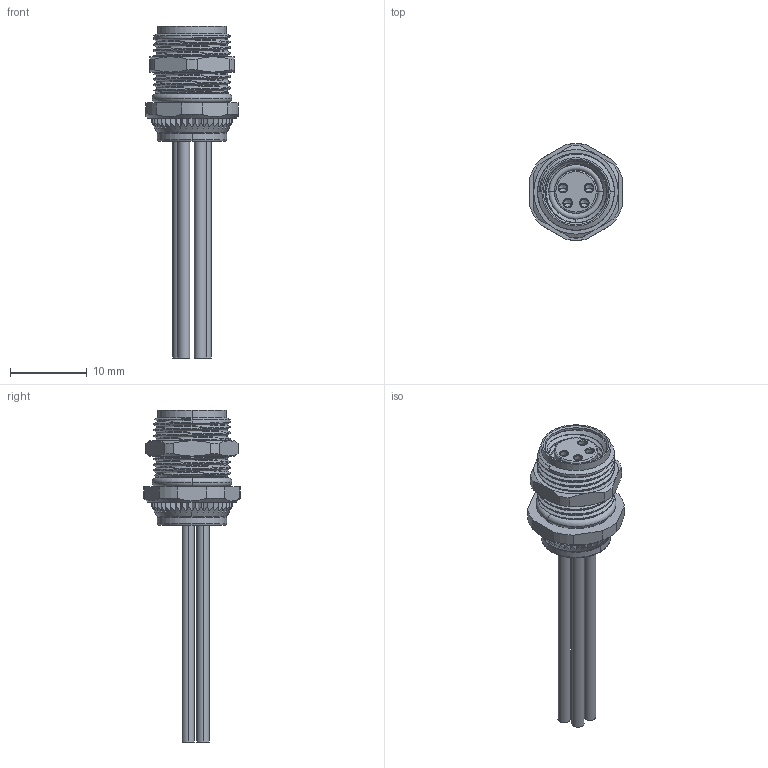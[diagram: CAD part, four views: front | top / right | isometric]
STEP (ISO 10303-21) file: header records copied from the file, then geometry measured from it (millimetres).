
FILE_DESCRIPTION((''),'2;1');
FILE_NAME('4P-K14444_4_1_17','2025-09-14T',('gongcheng16'),(''),'PRO/ENGINEER BY PARAMETRIC TECHNOLOGY CORPORATION, 2010280','PRO/ENGINEER BY PARAMETRIC TECHNOLOGY CORPORATION, 2010280','');
FILE_SCHEMA(('CONFIG_CONTROL_DESIGN'));
Length unit declared in the file: millimetre
Products named in the file (1): 4P-K14444_4_1_17
Bounding box: 12 x 12.6 x 43.2 mm (x, y, z)
Volume: 253.2 mm3; surface area: 3224.7 mm2
Topology: 1 solids, 14 shells, 592 faces, 1480 edges, 932 vertices
Faces by surface type: cylinder 225, plane 221, cone 91, torus 34, bspline 21
Entity records: 23578 total; most frequent: CARTESIAN_POINT 9579, ORIENTED_EDGE 2928, DIRECTION 2896, EDGE_CURVE 1464, AXIS2_PLACEMENT_3D 1125, VERTEX_POINT 932, EDGE_LOOP 648, VECTOR 646
